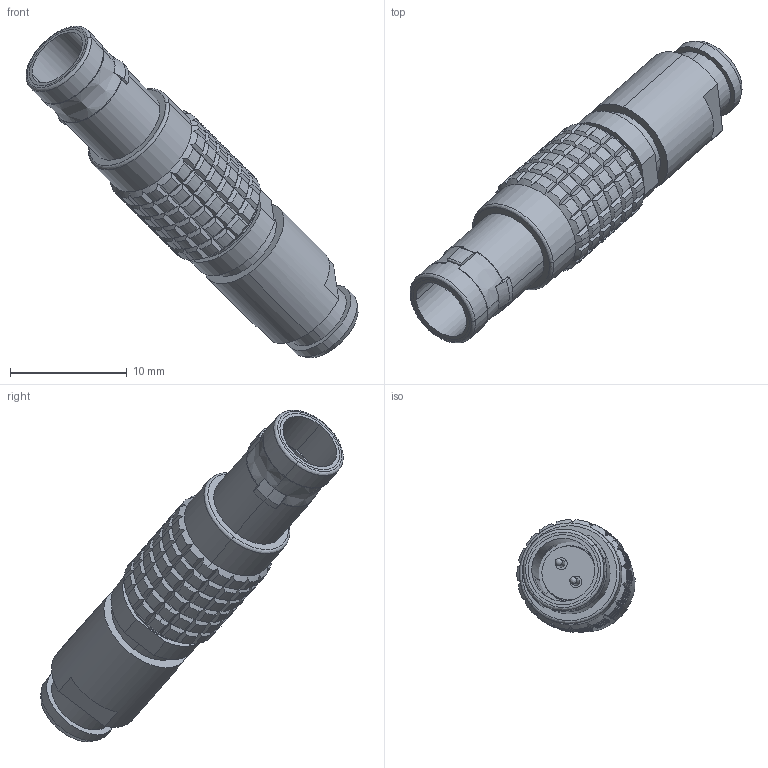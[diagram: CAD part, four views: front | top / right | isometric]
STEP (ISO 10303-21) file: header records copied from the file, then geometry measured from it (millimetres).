
FILE_DESCRIPTION (( 'STEP AP203' ), '1' );
FILE_NAME ('FGG_0B_302(male).STEP', '2023-11-02T15:59:53', ( '' ), ( '' ), 'SwSTEP 2.0', 'SolidWorks 2020', '' );
FILE_SCHEMA (( 'CONFIG_CONTROL_DESIGN' ));
Length unit declared in the file: millimetre
Products named in the file (10): Lower Sleeve^Lemo 2-PIN (FGG.0B.302).STEP; Inner Shell^Lemo 2-PIN (FGG.0B.302).STEP; FGG_0B_302(male); Plastic Core^Lemo 2-PIN (FGG.0B.302).STEP; Outer Shell^Lemo 2-PIN (FGG.0B.302).STEP; Contacts^Lemo 2-PIN (FGG.0B.302).STEP; Collet^Lemo 2-PIN (FGG.0B.302).STEP; Upper Sleeve^Lemo 2-PIN (FGG.0B.302).STEP; User Library-Lemo FGG_0B_302.STEP; Backshell^Lemo 2-PIN (FGG.0B.302).STEP
Assembly tree (9 placements, depth 3):
  FGG_0B_302(male)
    User Library-Lemo FGG_0B_302.STEP
      Outer Shell^Lemo 2-PIN (FGG.0B.302).STEP
      Inner Shell^Lemo 2-PIN (FGG.0B.302).STEP
      Backshell^Lemo 2-PIN (FGG.0B.302).STEP
      Contacts^Lemo 2-PIN (FGG.0B.302).STEP
      Plastic Core^Lemo 2-PIN (FGG.0B.302).STEP
      Upper Sleeve^Lemo 2-PIN (FGG.0B.302).STEP
      Lower Sleeve^Lemo 2-PIN (FGG.0B.302).STEP
      Collet^Lemo 2-PIN (FGG.0B.302).STEP
Bounding box: 28.4 x 25.86 x 28.35 mm (x, y, z)
Volume: 1322.2 mm3; surface area: 4318 mm2
Topology: 8 solids, 8 shells, 797 faces, 1870 edges, 1087 vertices
Faces by surface type: plane 317, cylinder 224, cone 221, bspline 35
Entity records: 24519 total; most frequent: CARTESIAN_POINT 6238, ORIENTED_EDGE 3732, DIRECTION 3473, EDGE_CURVE 1866, AXIS2_PLACEMENT_3D 1423, VERTEX_POINT 1087, EDGE_LOOP 823, ADVANCED_FACE 797
